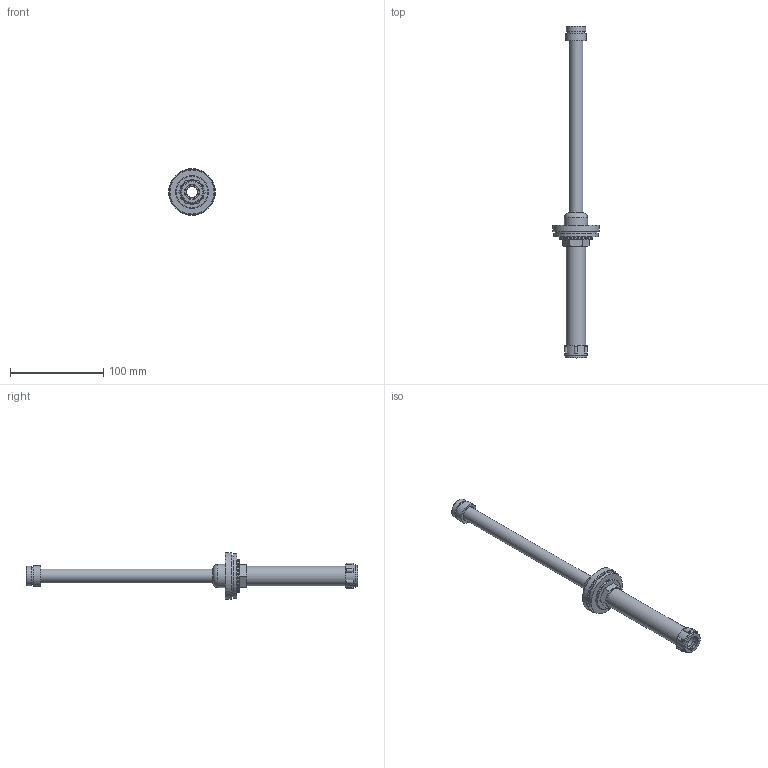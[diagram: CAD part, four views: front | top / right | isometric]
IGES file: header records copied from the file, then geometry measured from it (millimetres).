
Global section: file name: No Iges File Name specified; native system: Autodesk Inventor 2012; preprocessor: AutoDesk Inventor Iges Exporter R2012; author: mblakey; date: 20121002.153328; units: millimetre
Bounding box: 50 x 356.03 x 50 mm (x, y, z)
Volume: 73348.3 mm3; surface area: 52184.8 mm2
Topology: 10 solids, 10 shells, 108 faces, 218 edges, 134 vertices
Faces by surface type: plane 36, revolution 28, cylinder 19, torus 9, cone 9, bspline 7
Full cylindrical faces by diameter (mm): 15 x1, 18.3 x1, 19.1 x1, 20.96 x2, 22.35 x1, 23 x1, 24 x1, 25 x1, 35 x1, 45 x1, 47.3 x1, 50 x1
